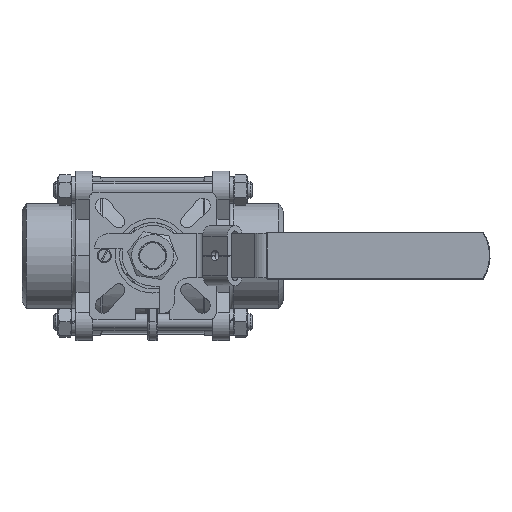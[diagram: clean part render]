
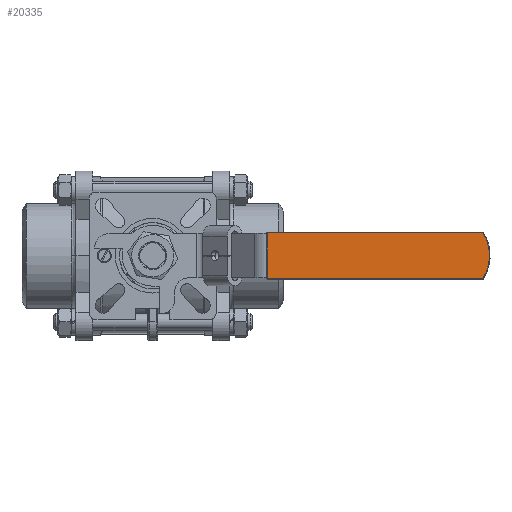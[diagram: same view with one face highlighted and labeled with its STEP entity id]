
A CAD part, top view. The second image highlights one B-rep face of the part: STEP entity #20335.
In plain terms, the highlighted planar face has unit normal (0, 0, 1).
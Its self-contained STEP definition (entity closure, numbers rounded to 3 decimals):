
#19763=CARTESIAN_POINT('',(238.679,-16.55,159.5));
#19764=VERTEX_POINT('',#19763);
#19787=CARTESIAN_POINT('',(238.679,16.55,159.5));
#19788=VERTEX_POINT('',#19787);
#19820=CARTESIAN_POINT('',(82.906,-16.55,159.5));
#19821=VERTEX_POINT('',#19820);
#19885=CARTESIAN_POINT('',(82.906,16.55,159.5));
#19886=VERTEX_POINT('',#19885);
#20149=CARTESIAN_POINT('',(82.906,16.55,159.5));
#20150=DIRECTION('',(1.0,0.0,0.0));
#20151=VECTOR('',#20150,155.773);
#20152=LINE('',#20149,#20151);
#20153=EDGE_CURVE('',#19886,#19788,#20152,.T.);
#20166=CARTESIAN_POINT('',(82.906,-16.55,159.5));
#20167=DIRECTION('',(0.0,1.0,0.0));
#20168=VECTOR('',#20167,33.1);
#20169=LINE('',#20166,#20168);
#20170=EDGE_CURVE('',#19821,#19886,#20169,.T.);
#20195=CARTESIAN_POINT('',(238.679,-16.55,159.5));
#20196=DIRECTION('',(-1.0,0.0,0.0));
#20197=VECTOR('',#20196,155.773);
#20198=LINE('',#20195,#20197);
#20199=EDGE_CURVE('',#19764,#19821,#20198,.T.);
#20211=CARTESIAN_POINT('',(213.,0.,159.5));
#20212=DIRECTION('',(0.0,0.0,-1.0));
#20213=DIRECTION('',(1.0,0.0,0.0));
#20214=AXIS2_PLACEMENT_3D('',#20211,#20212,#20213);
#20215=CIRCLE('',#20214,30.55);
#20216=EDGE_CURVE('',#19788,#19764,#20215,.T.);
#20324=CARTESIAN_POINT('',(161.025,0.,159.5));
#20325=DIRECTION('',(0.0,0.0,1.0));
#20326=DIRECTION('',(0.0,1.0,0.0));
#20327=AXIS2_PLACEMENT_3D('',#20324,#20325,#20326);
#20328=PLANE('',#20327);
#20329=ORIENTED_EDGE('',*,*,#20153,.F.);
#20330=ORIENTED_EDGE('',*,*,#20170,.F.);
#20331=ORIENTED_EDGE('',*,*,#20199,.F.);
#20332=ORIENTED_EDGE('',*,*,#20216,.F.);
#20333=EDGE_LOOP('',(#20329,#20330,#20331,#20332));
#20334=FACE_OUTER_BOUND('',#20333,.T.);
#20335=ADVANCED_FACE('',(#20334),#20328,.T.);
